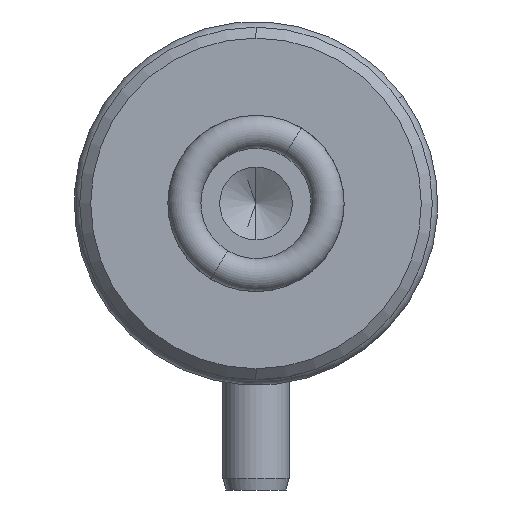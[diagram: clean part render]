
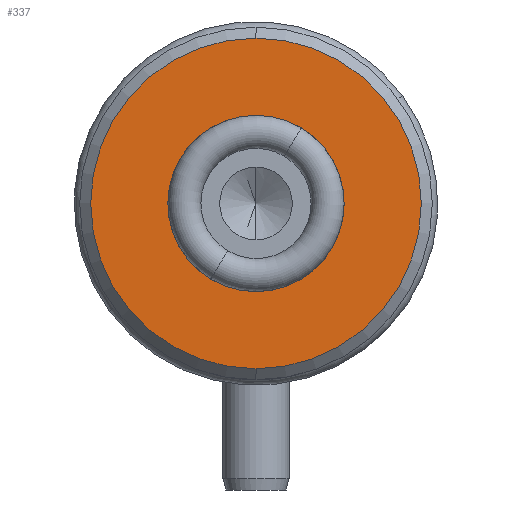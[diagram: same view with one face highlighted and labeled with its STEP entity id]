
A CAD part, front view. The second image highlights one B-rep face of the part: STEP entity #337.
In plain terms, the highlighted planar face has unit normal (0, -1, 0).
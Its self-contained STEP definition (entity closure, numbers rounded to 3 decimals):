
#190 = CIRCLE ( 'NONE', #192, 4. ) ;
#192 = AXIS2_PLACEMENT_3D ( 'NONE', #1875, #1888, #1877 ) ;
#195 = CIRCLE ( 'NONE', #203, 7.5 ) ;
#203 = AXIS2_PLACEMENT_3D ( 'NONE', #1925, #1926, #1915 ) ;
#278 = AXIS2_PLACEMENT_3D ( 'NONE', #990, #1000, #993 ) ;
#337 = ADVANCED_FACE ( 'NONE', ( #1024, #1017 ), #1010, .F. ) ;
#468 = EDGE_CURVE ( 'NONE', #1194, #1180, #190, .T. ) ;
#470 = EDGE_CURVE ( 'NONE', #1116, #1195, #195, .T. ) ;
#518 = EDGE_CURVE ( 'NONE', #1195, #1116, #2618, .T. ) ;
#520 = EDGE_CURVE ( 'NONE', #1180, #1194, #2633, .T. ) ;
#907 = ORIENTED_EDGE ( 'NONE', *, *, #468, .F. ) ;
#910 = ORIENTED_EDGE ( 'NONE', *, *, #470, .T. ) ;
#917 = ORIENTED_EDGE ( 'NONE', *, *, #520, .F. ) ;
#919 = ORIENTED_EDGE ( 'NONE', *, *, #518, .T. ) ;
#990 = CARTESIAN_POINT ( 'NONE',  ( 0., 0., 0. ) ) ;
#993 = DIRECTION ( 'NONE',  ( 0., 0., 1. ) ) ;
#1000 = DIRECTION ( 'NONE',  ( 0., 1., 0. ) ) ;
#1010 = PLANE ( 'NONE',  #278 ) ;
#1017 = FACE_OUTER_BOUND ( 'NONE', #1300, .T. ) ;
#1024 = FACE_BOUND ( 'NONE', #1269, .T. ) ;
#1116 = VERTEX_POINT ( 'NONE', #2278 ) ;
#1180 = VERTEX_POINT ( 'NONE', #2362 ) ;
#1194 = VERTEX_POINT ( 'NONE', #2354 ) ;
#1195 = VERTEX_POINT ( 'NONE', #2332 ) ;
#1269 = EDGE_LOOP ( 'NONE', ( #917, #907 ) ) ;
#1300 = EDGE_LOOP ( 'NONE', ( #919, #910 ) ) ;
#1875 = CARTESIAN_POINT ( 'NONE',  ( 0., 0., 0. ) ) ;
#1877 = DIRECTION ( 'NONE',  ( 0., 0., -1. ) ) ;
#1888 = DIRECTION ( 'NONE',  ( 0., -1., 0. ) ) ;
#1915 = DIRECTION ( 'NONE',  ( 0., 0., 1. ) ) ;
#1925 = CARTESIAN_POINT ( 'NONE',  ( 0., 0., 0. ) ) ;
#1926 = DIRECTION ( 'NONE',  ( 0., -1., 0. ) ) ;
#2151 = DIRECTION ( 'NONE',  ( 0., -1., 0. ) ) ;
#2152 = DIRECTION ( 'NONE',  ( 0., 0., 1. ) ) ;
#2153 = DIRECTION ( 'NONE',  ( 0., 0., -1. ) ) ;
#2162 = DIRECTION ( 'NONE',  ( 0., -1., 0. ) ) ;
#2172 = CARTESIAN_POINT ( 'NONE',  ( 0., 0., 0. ) ) ;
#2180 = CARTESIAN_POINT ( 'NONE',  ( 0., 0., 0. ) ) ;
#2278 = CARTESIAN_POINT ( 'NONE',  ( 0., 0., -7.5 ) ) ;
#2332 = CARTESIAN_POINT ( 'NONE',  ( 0., 0., 7.5 ) ) ;
#2354 = CARTESIAN_POINT ( 'NONE',  ( 0., 0., 4. ) ) ;
#2362 = CARTESIAN_POINT ( 'NONE',  ( 0., 0., -4. ) ) ;
#2602 = AXIS2_PLACEMENT_3D ( 'NONE', #2172, #2151, #2152 ) ;
#2614 = AXIS2_PLACEMENT_3D ( 'NONE', #2180, #2162, #2153 ) ;
#2618 = CIRCLE ( 'NONE', #2602, 7.5 ) ;
#2633 = CIRCLE ( 'NONE', #2614, 4. ) ;
